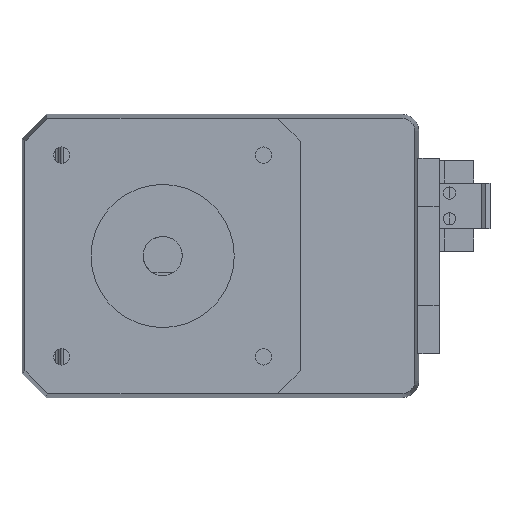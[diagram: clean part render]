
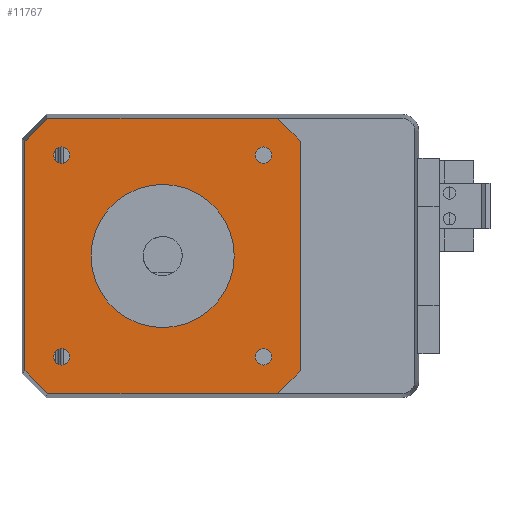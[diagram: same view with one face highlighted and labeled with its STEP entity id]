
A CAD part, front view. The second image highlights one B-rep face of the part: STEP entity #11767.
In plain terms, the highlighted planar face has unit normal (0, -1, 0).
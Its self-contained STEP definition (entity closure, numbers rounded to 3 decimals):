
#11334=DIRECTION('',(0.707,0.,-0.707));
#11335=VECTOR('',#11334,4.95);
#11336=CARTESIAN_POINT('',(-27.252,2.307,-17.65));
#11337=LINE('',#11336,#11335);
#11338=DIRECTION('',(0.,0.,-1.));
#11339=VECTOR('',#11338,35.3);
#11340=CARTESIAN_POINT('',(-27.252,2.307,17.65));
#11341=LINE('',#11340,#11339);
#11342=DIRECTION('',(-0.707,0.,-0.707));
#11343=VECTOR('',#11342,4.95);
#11344=CARTESIAN_POINT('',(-23.752,2.307,21.15));
#11345=LINE('',#11344,#11343);
#11346=DIRECTION('',(-1.,0.,0.));
#11347=VECTOR('',#11346,35.3);
#11348=CARTESIAN_POINT('',(11.548,2.307,21.15));
#11349=LINE('',#11348,#11347);
#11350=DIRECTION('',(-0.707,0.,0.707));
#11351=VECTOR('',#11350,4.95);
#11352=CARTESIAN_POINT('',(15.048,2.307,17.65));
#11353=LINE('',#11352,#11351);
#11354=DIRECTION('',(0.,0.,1.));
#11355=VECTOR('',#11354,35.3);
#11356=CARTESIAN_POINT('',(15.048,2.307,-17.65));
#11357=LINE('',#11356,#11355);
#11358=DIRECTION('',(0.707,0.,0.707));
#11359=VECTOR('',#11358,4.95);
#11360=CARTESIAN_POINT('',(11.548,2.307,-21.15));
#11361=LINE('',#11360,#11359);
#11362=DIRECTION('',(1.,0.,0.));
#11363=VECTOR('',#11362,35.3);
#11364=CARTESIAN_POINT('',(-23.752,2.307,-21.15));
#11365=LINE('',#11364,#11363);
#11366=CARTESIAN_POINT('',(9.398,2.307,-15.5));
#11367=DIRECTION('',(0.,1.,0.));
#11368=DIRECTION('',(0.,0.,1.));
#11369=AXIS2_PLACEMENT_3D('',#11366,#11367,#11368);
#11371=CARTESIAN_POINT('',(9.398,2.307,-15.5));
#11372=DIRECTION('',(0.,1.,0.));
#11373=DIRECTION('',(0.,0.,-1.));
#11374=AXIS2_PLACEMENT_3D('',#11371,#11372,#11373);
#11376=CARTESIAN_POINT('',(-21.602,2.307,-15.5));
#11377=DIRECTION('',(0.,1.,0.));
#11378=DIRECTION('',(0.,0.,-1.));
#11379=AXIS2_PLACEMENT_3D('',#11376,#11377,#11378);
#11381=CARTESIAN_POINT('',(-21.602,2.307,-15.5));
#11382=DIRECTION('',(0.,1.,0.));
#11383=DIRECTION('',(0.,0.,1.));
#11384=AXIS2_PLACEMENT_3D('',#11381,#11382,#11383);
#11386=CARTESIAN_POINT('',(-21.602,2.307,15.5));
#11387=DIRECTION('',(0.,1.,0.));
#11388=DIRECTION('',(0.,0.,1.));
#11389=AXIS2_PLACEMENT_3D('',#11386,#11387,#11388);
#11391=CARTESIAN_POINT('',(-21.602,2.307,15.5));
#11392=DIRECTION('',(0.,1.,0.));
#11393=DIRECTION('',(0.,0.,-1.));
#11394=AXIS2_PLACEMENT_3D('',#11391,#11392,#11393);
#11396=CARTESIAN_POINT('',(9.398,2.307,15.5));
#11397=DIRECTION('',(0.,1.,0.));
#11398=DIRECTION('',(0.,0.,-1.));
#11399=AXIS2_PLACEMENT_3D('',#11396,#11397,#11398);
#11401=CARTESIAN_POINT('',(9.398,2.307,15.5));
#11402=DIRECTION('',(0.,1.,0.));
#11403=DIRECTION('',(0.,0.,1.));
#11404=AXIS2_PLACEMENT_3D('',#11401,#11402,#11403);
#11406=CARTESIAN_POINT('',(-6.102,2.307,0.));
#11407=DIRECTION('',(0.,1.,0.));
#11408=DIRECTION('',(0.,0.,-1.));
#11409=AXIS2_PLACEMENT_3D('',#11406,#11407,#11408);
#11411=CARTESIAN_POINT('',(-6.102,2.307,0.));
#11412=DIRECTION('',(0.,1.,0.));
#11413=DIRECTION('',(0.,0.,1.));
#11414=AXIS2_PLACEMENT_3D('',#11411,#11412,#11413);
#11564=CARTESIAN_POINT('',(11.548,2.307,-21.15));
#11565=CARTESIAN_POINT('',(15.048,2.307,-17.65));
#11566=VERTEX_POINT('',#11564);
#11567=VERTEX_POINT('',#11565);
#11568=CARTESIAN_POINT('',(-27.252,2.307,-17.65));
#11569=CARTESIAN_POINT('',(-23.752,2.307,-21.15));
#11570=VERTEX_POINT('',#11568);
#11571=VERTEX_POINT('',#11569);
#11572=CARTESIAN_POINT('',(-23.752,2.307,21.15));
#11573=CARTESIAN_POINT('',(-27.252,2.307,17.65));
#11574=VERTEX_POINT('',#11572);
#11575=VERTEX_POINT('',#11573);
#11576=CARTESIAN_POINT('',(11.548,2.307,21.15));
#11577=VERTEX_POINT('',#11576);
#11578=CARTESIAN_POINT('',(15.048,2.307,17.65));
#11579=VERTEX_POINT('',#11578);
#11605=CARTESIAN_POINT('',(9.398,2.307,-16.75));
#11607=VERTEX_POINT('',#11605);
#11609=CARTESIAN_POINT('',(9.398,2.307,-14.25));
#11611=VERTEX_POINT('',#11609);
#11613=CARTESIAN_POINT('',(-21.602,2.307,-16.75));
#11615=VERTEX_POINT('',#11613);
#11617=CARTESIAN_POINT('',(-21.602,2.307,-14.25));
#11619=VERTEX_POINT('',#11617);
#11621=CARTESIAN_POINT('',(9.398,2.307,14.25));
#11623=VERTEX_POINT('',#11621);
#11625=CARTESIAN_POINT('',(9.398,2.307,16.75));
#11627=VERTEX_POINT('',#11625);
#11629=CARTESIAN_POINT('',(-21.602,2.307,14.25));
#11631=VERTEX_POINT('',#11629);
#11633=CARTESIAN_POINT('',(-21.602,2.307,16.75));
#11635=VERTEX_POINT('',#11633);
#11637=CARTESIAN_POINT('',(-6.102,2.307,-11.));
#11639=VERTEX_POINT('',#11637);
#11641=CARTESIAN_POINT('',(-6.102,2.307,11.));
#11643=VERTEX_POINT('',#11641);
#11715=CARTESIAN_POINT('',(-6.102,2.307,-38.8));
#11716=DIRECTION('',(0.,-1.,0.));
#11717=DIRECTION('',(0.,0.,-1.));
#11718=AXIS2_PLACEMENT_3D('',#11715,#11716,#11717);
#11719=PLANE('',#11718);
#11720=ORIENTED_EDGE('',*,*,#11705,.F.);
#11722=ORIENTED_EDGE('',*,*,#11721,.F.);
#11724=ORIENTED_EDGE('',*,*,#11723,.F.);
#11726=ORIENTED_EDGE('',*,*,#11725,.F.);
#11728=ORIENTED_EDGE('',*,*,#11727,.F.);
#11730=ORIENTED_EDGE('',*,*,#11729,.F.);
#11732=ORIENTED_EDGE('',*,*,#11731,.F.);
#11734=ORIENTED_EDGE('',*,*,#11733,.F.);
#11735=EDGE_LOOP('',(#11720,#11722,#11724,#11726,#11728,#11730,#11732,#11734));
#11736=FACE_OUTER_BOUND('',#11735,.F.);
#11738=ORIENTED_EDGE('',*,*,#11737,.F.);
#11740=ORIENTED_EDGE('',*,*,#11739,.F.);
#11741=EDGE_LOOP('',(#11738,#11740));
#11742=FACE_BOUND('',#11741,.F.);
#11744=ORIENTED_EDGE('',*,*,#11743,.F.);
#11746=ORIENTED_EDGE('',*,*,#11745,.F.);
#11747=EDGE_LOOP('',(#11744,#11746));
#11748=FACE_BOUND('',#11747,.F.);
#11750=ORIENTED_EDGE('',*,*,#11749,.F.);
#11752=ORIENTED_EDGE('',*,*,#11751,.F.);
#11753=EDGE_LOOP('',(#11750,#11752));
#11754=FACE_BOUND('',#11753,.F.);
#11756=ORIENTED_EDGE('',*,*,#11755,.F.);
#11758=ORIENTED_EDGE('',*,*,#11757,.F.);
#11759=EDGE_LOOP('',(#11756,#11758));
#11760=FACE_BOUND('',#11759,.F.);
#11762=ORIENTED_EDGE('',*,*,#11761,.F.);
#11764=ORIENTED_EDGE('',*,*,#11763,.F.);
#11765=EDGE_LOOP('',(#11762,#11764));
#11766=FACE_BOUND('',#11765,.F.);
#11767=ADVANCED_FACE('',(#11736,#11742,#11748,#11754,#11760,#11766),#11719,.T.);
#11370=CIRCLE('',#11369,1.25);
#11375=CIRCLE('',#11374,1.25);
#11380=CIRCLE('',#11379,1.25);
#11385=CIRCLE('',#11384,1.25);
#11390=CIRCLE('',#11389,1.25);
#11395=CIRCLE('',#11394,1.25);
#11400=CIRCLE('',#11399,1.25);
#11405=CIRCLE('',#11404,1.25);
#11410=CIRCLE('',#11409,11.);
#11415=CIRCLE('',#11414,11.);
#11705=EDGE_CURVE('',#11570,#11571,#11337,.T.);
#11721=EDGE_CURVE('',#11575,#11570,#11341,.T.);
#11723=EDGE_CURVE('',#11574,#11575,#11345,.T.);
#11725=EDGE_CURVE('',#11577,#11574,#11349,.T.);
#11727=EDGE_CURVE('',#11579,#11577,#11353,.T.);
#11729=EDGE_CURVE('',#11567,#11579,#11357,.T.);
#11731=EDGE_CURVE('',#11566,#11567,#11361,.T.);
#11733=EDGE_CURVE('',#11571,#11566,#11365,.T.);
#11737=EDGE_CURVE('',#11611,#11607,#11370,.T.);
#11739=EDGE_CURVE('',#11607,#11611,#11375,.T.);
#11743=EDGE_CURVE('',#11615,#11619,#11380,.T.);
#11745=EDGE_CURVE('',#11619,#11615,#11385,.T.);
#11749=EDGE_CURVE('',#11635,#11631,#11390,.T.);
#11751=EDGE_CURVE('',#11631,#11635,#11395,.T.);
#11755=EDGE_CURVE('',#11623,#11627,#11400,.T.);
#11757=EDGE_CURVE('',#11627,#11623,#11405,.T.);
#11761=EDGE_CURVE('',#11639,#11643,#11410,.T.);
#11763=EDGE_CURVE('',#11643,#11639,#11415,.T.);
